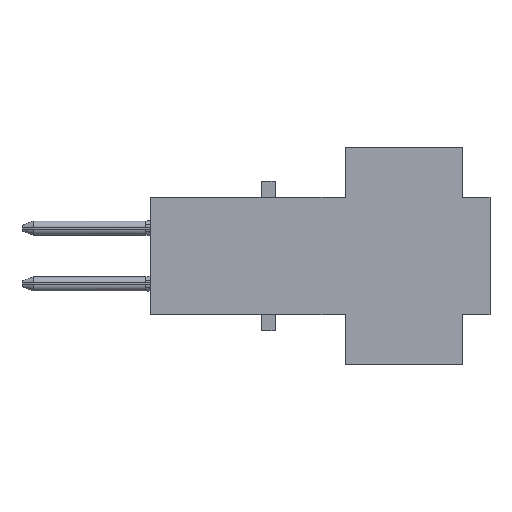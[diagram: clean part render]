
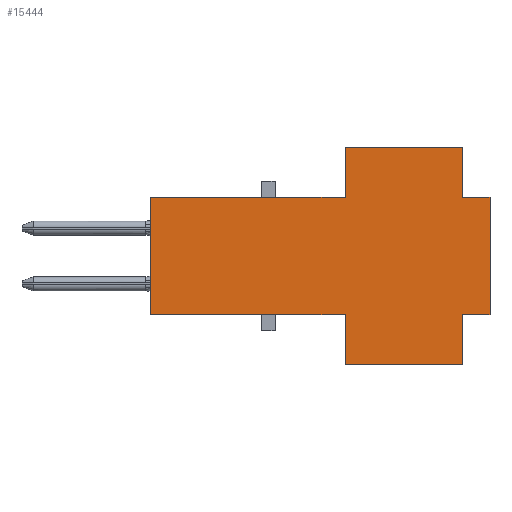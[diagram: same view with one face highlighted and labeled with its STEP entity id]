
A CAD part, front view. The second image highlights one B-rep face of the part: STEP entity #15444.
In plain terms, the highlighted planar face has unit normal (0, -1, 0).
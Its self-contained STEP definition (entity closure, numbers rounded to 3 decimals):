
#193=DIRECTION('',(1.,0.,0.));
#194=VECTOR('',#193,1.27);
#195=CARTESIAN_POINT('',(8.9,0.,-2.665));
#196=LINE('4495',#195,#194);
#327=DIRECTION('',(1.,0.,0.));
#328=VECTOR('',#327,8.88);
#329=CARTESIAN_POINT('',(-5.31,0.,-2.665));
#330=LINE('4494',#329,#328);
#390=DIRECTION('',(0.,0.,-1.));
#391=VECTOR('',#390,2.28);
#392=CARTESIAN_POINT('',(8.9,0.,-2.665));
#393=LINE('4505',#392,#391);
#397=DIRECTION('',(0.,0.,-1.));
#398=VECTOR('',#397,2.28);
#399=CARTESIAN_POINT('',(8.9,0.,4.945));
#400=LINE('4502',#399,#398);
#3862=DIRECTION('',(1.,0.,0.));
#3863=VECTOR('',#3862,1.27);
#3864=CARTESIAN_POINT('',(8.9,0.,2.665));
#3865=LINE('4499',#3864,#3863);
#3876=DIRECTION('',(1.,0.,0.));
#3877=VECTOR('',#3876,8.88);
#3878=CARTESIAN_POINT('',(-5.31,0.,2.665));
#3879=LINE('4498',#3878,#3877);
#3982=DIRECTION('',(0.,0.,1.));
#3983=VECTOR('',#3982,5.33);
#3984=CARTESIAN_POINT('',(10.17,0.,-2.665));
#3985=LINE('3603',#3984,#3983);
#3989=DIRECTION('',(0.,0.,1.));
#3990=VECTOR('',#3989,5.33);
#3991=CARTESIAN_POINT('',(-5.31,0.,-2.665));
#3992=LINE('3601',#3991,#3990);
#3996=DIRECTION('',(-1.,0.,0.));
#3997=VECTOR('',#3996,5.33);
#3998=CARTESIAN_POINT('',(8.9,0.,4.945));
#3999=LINE('4465',#3998,#3997);
#4003=DIRECTION('',(-1.,0.,0.));
#4004=VECTOR('',#4003,5.33);
#4005=CARTESIAN_POINT('',(8.9,0.,-4.945));
#4006=LINE('4473',#4005,#4004);
#4052=DIRECTION('',(0.,0.,-1.));
#4053=VECTOR('',#4052,2.28);
#4054=CARTESIAN_POINT('',(3.57,0.,-2.665));
#4055=LINE('4509',#4054,#4053);
#4171=DIRECTION('',(0.,0.,-1.));
#4172=VECTOR('',#4171,2.28);
#4173=CARTESIAN_POINT('',(3.57,0.,4.945));
#4174=LINE('4506',#4173,#4172);
#10901=CARTESIAN_POINT('',(10.17,0.,-2.665));
#10903=VERTEX_POINT('',#10901);
#10914=CARTESIAN_POINT('',(-5.31,0.,-2.665));
#10916=VERTEX_POINT('',#10914);
#10917=CARTESIAN_POINT('',(10.17,0.,2.665));
#10919=VERTEX_POINT('',#10917);
#10930=CARTESIAN_POINT('',(-5.31,0.,2.665));
#10932=VERTEX_POINT('',#10930);
#11101=CARTESIAN_POINT('',(8.9,0.,4.945));
#11102=VERTEX_POINT('',#11101);
#11103=CARTESIAN_POINT('',(8.9,0.,-4.945));
#11105=VERTEX_POINT('',#11103);
#11133=CARTESIAN_POINT('',(3.57,0.,4.945));
#11134=VERTEX_POINT('',#11133);
#11135=CARTESIAN_POINT('',(3.57,0.,-4.945));
#11137=VERTEX_POINT('',#11135);
#11151=CARTESIAN_POINT('',(8.9,0.,-2.665));
#11153=VERTEX_POINT('',#11151);
#11155=CARTESIAN_POINT('',(3.57,0.,-2.665));
#11157=VERTEX_POINT('',#11155);
#11159=CARTESIAN_POINT('',(8.9,0.,2.665));
#11161=VERTEX_POINT('',#11159);
#11163=CARTESIAN_POINT('',(3.57,0.,2.665));
#11165=VERTEX_POINT('',#11163);
#15420=CARTESIAN_POINT('',(-5.31,0.,-2.665));
#15421=DIRECTION('',(0.,-1.,0.));
#15422=DIRECTION('',(1.,0.,0.));
#15423=AXIS2_PLACEMENT_3D('',#15420,#15421,#15422);
#15424=PLANE('3600',#15423);
#15425=ORIENTED_EDGE('4495',*,*,#12712,.F.);
#15426=ORIENTED_EDGE('4505',*,*,#12791,.T.);
#15428=ORIENTED_EDGE('4473',*,*,#15427,.T.);
#15430=ORIENTED_EDGE('4509',*,*,#15429,.F.);
#15431=ORIENTED_EDGE('4494',*,*,#12764,.F.);
#15433=ORIENTED_EDGE('3601',*,*,#15432,.T.);
#15434=ORIENTED_EDGE('4498',*,*,#15370,.T.);
#15436=ORIENTED_EDGE('4506',*,*,#15435,.F.);
#15438=ORIENTED_EDGE('4465',*,*,#15437,.F.);
#15439=ORIENTED_EDGE('4502',*,*,#12803,.T.);
#15440=ORIENTED_EDGE('4499',*,*,#15358,.T.);
#15441=ORIENTED_EDGE('3603',*,*,#15413,.F.);
#15442=EDGE_LOOP('3600',(#15425,#15426,#15428,#15430,#15431,#15433,#15434,
#15436,#15438,#15439,#15440,#15441));
#15443=FACE_OUTER_BOUND('3600',#15442,.F.);
#12712=EDGE_CURVE('4495',#11153,#10903,#196,.T.);
#12764=EDGE_CURVE('4494',#10916,#11157,#330,.T.);
#12791=EDGE_CURVE('4505',#11153,#11105,#393,.T.);
#12803=EDGE_CURVE('4502',#11102,#11161,#400,.T.);
#15358=EDGE_CURVE('4499',#11161,#10919,#3865,.T.);
#15370=EDGE_CURVE('4498',#10932,#11165,#3879,.T.);
#15413=EDGE_CURVE('3603',#10903,#10919,#3985,.T.);
#15427=EDGE_CURVE('4473',#11105,#11137,#4006,.T.);
#15429=EDGE_CURVE('4509',#11157,#11137,#4055,.T.);
#15432=EDGE_CURVE('3601',#10916,#10932,#3992,.T.);
#15435=EDGE_CURVE('4506',#11134,#11165,#4174,.T.);
#15437=EDGE_CURVE('4465',#11102,#11134,#3999,.T.);
#15444=ADVANCED_FACE('3600',(#15443),#15424,.T.);
